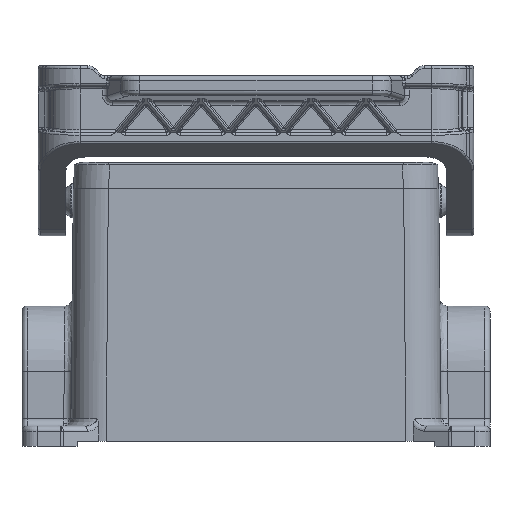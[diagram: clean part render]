
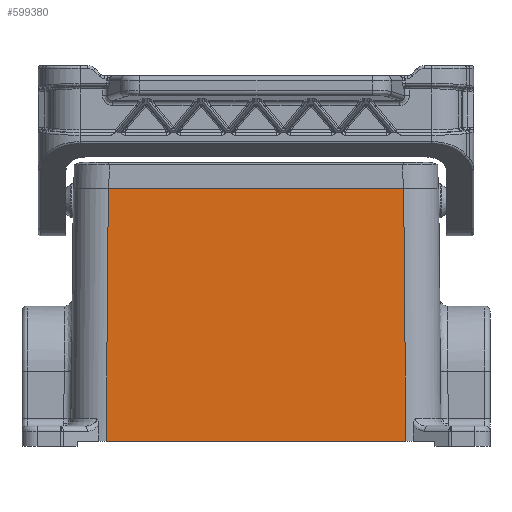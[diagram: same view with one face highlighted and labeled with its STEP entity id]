
A CAD part, front view. The second image highlights one B-rep face of the part: STEP entity #599380.
In plain terms, the highlighted face is planar.
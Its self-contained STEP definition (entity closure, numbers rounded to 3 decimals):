
#46060=CARTESIAN_POINT('',(63.325,69.408,
0.));
#46070=VERTEX_POINT('',#46060);
#46100=CARTESIAN_POINT('',(63.325,0.,0.));
#46110=DIRECTION('',(0.,-1.,0.));
#46120=VECTOR('',#46110,1.);
#46130=LINE('',#46100,#46120);
#46140=CARTESIAN_POINT('',(63.325,10.407,0.
));
#46150=VERTEX_POINT('',#46140);
#46160=EDGE_CURVE('',#46070,#46150,#46130,.T.);
#599080=CARTESIAN_POINT('',(63.325,3.407,0.));
#599090=DIRECTION('',(1.,0.,0.009));
#599100=DIRECTION('',(0.,-1.,0.));
#599110=AXIS2_PLACEMENT_3D('',#599080,#599090,#599100);
#599120=PLANE('',#599110);
#599130=CARTESIAN_POINT('',(63.324,69.407,
0.061));
#599140=DIRECTION('',(-0.009,-0.009,
1.));
#599150=VECTOR('',#599140,1.);
#599160=LINE('',#599130,#599150);
#599170=CARTESIAN_POINT('',(63.766,69.848,-50.5));
#599180=VERTEX_POINT('',#599170);
#599190=EDGE_CURVE('',#599180,#46070,#599160,.T.);
#599200=ORIENTED_EDGE('',*,*,#599190,.T.);
#599210=CARTESIAN_POINT('',(63.766,0.,-50.5));
#599220=DIRECTION('',(0.,-1.,0.));
#599230=VECTOR('',#599220,1.);
#599240=LINE('',#599210,#599230);
#599250=CARTESIAN_POINT('',(63.766,9.966,-50.5));
#599260=VERTEX_POINT('',#599250);
#599270=EDGE_CURVE('',#599180,#599260,#599240,.T.);
#599280=ORIENTED_EDGE('',*,*,#599270,.F.);
#599290=CARTESIAN_POINT('',(63.324,10.408,
0.061));
#599300=DIRECTION('',(-0.009,0.009,
1.));
#599310=VECTOR('',#599300,1.);
#599320=LINE('',#599290,#599310);
#599330=EDGE_CURVE('',#599260,#46150,#599320,.T.);
#599340=ORIENTED_EDGE('',*,*,#599330,.F.);
#599350=ORIENTED_EDGE('',*,*,#46160,.T.);
#599360=EDGE_LOOP('',(#599350,#599340,#599280,#599200));
#599370=FACE_OUTER_BOUND('',#599360,.T.);
#599380=ADVANCED_FACE('',(#599370),#599120,.T.);
